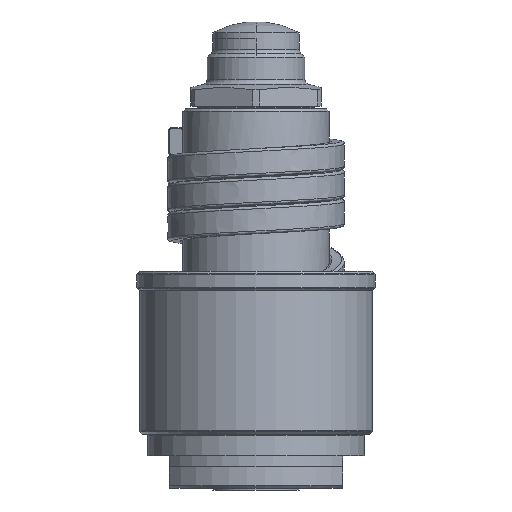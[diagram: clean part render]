
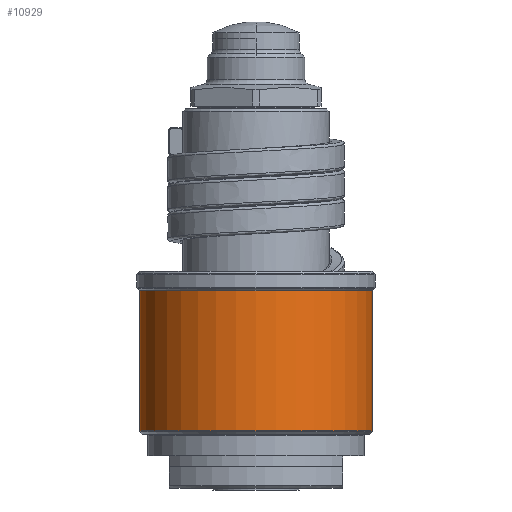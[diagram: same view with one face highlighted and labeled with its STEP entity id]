
A CAD part, front view. The second image highlights one B-rep face of the part: STEP entity #10929.
In plain terms, the highlighted cylindrical face has radius 21.5 mm (diameter 43 mm), a partial arc.
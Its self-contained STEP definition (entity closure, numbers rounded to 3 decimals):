
#3509=CARTESIAN_POINT('',(0.,0.,10.583));
#3510=DIRECTION('',(0.,0.,1.));
#3511=DIRECTION('',(-1.,0.,0.));
#3512=AXIS2_PLACEMENT_3D('',#3509,#3510,#3511);
#3514=DIRECTION('',(0.,0.,-1.));
#3515=VECTOR('',#3514,25.834);
#3516=CARTESIAN_POINT('',(-21.5,0.,36.417));
#3517=LINE('',#3516,#3515);
#3518=CARTESIAN_POINT('',(0.,0.,36.417));
#3519=DIRECTION('',(0.,0.,1.));
#3520=DIRECTION('',(-1.,0.,0.));
#3521=AXIS2_PLACEMENT_3D('',#3518,#3519,#3520);
#3523=DIRECTION('',(0.,0.,-1.));
#3524=VECTOR('',#3523,25.834);
#3525=CARTESIAN_POINT('',(21.5,0.,36.417));
#3526=LINE('',#3525,#3524);
#5853=CARTESIAN_POINT('',(21.5,0.,36.417));
#5854=CARTESIAN_POINT('',(-21.5,0.,36.417));
#5855=VERTEX_POINT('',#5853);
#5856=VERTEX_POINT('',#5854);
#5879=CARTESIAN_POINT('',(21.5,0.,10.583));
#5880=VERTEX_POINT('',#5879);
#5881=CARTESIAN_POINT('',(-21.5,0.,10.583));
#5882=VERTEX_POINT('',#5881);
#10917=CARTESIAN_POINT('',(0.,0.,8.5));
#10918=DIRECTION('',(0.,0.,1.));
#10919=DIRECTION('',(-1.,0.,0.));
#10920=AXIS2_PLACEMENT_3D('',#10917,#10918,#10919);
#10921=CYLINDRICAL_SURFACE('',#10920,21.5);
#10922=ORIENTED_EDGE('',*,*,#8474,.F.);
#10923=ORIENTED_EDGE('',*,*,#8455,.F.);
#10925=ORIENTED_EDGE('',*,*,#10924,.T.);
#10926=ORIENTED_EDGE('',*,*,#8451,.T.);
#10927=EDGE_LOOP('',(#10922,#10923,#10925,#10926));
#10928=FACE_OUTER_BOUND('',#10927,.F.);
#3513=CIRCLE('',#3512,21.5);
#3522=CIRCLE('',#3521,21.5);
#8451=EDGE_CURVE('',#5855,#5880,#3526,.T.);
#8455=EDGE_CURVE('',#5856,#5882,#3517,.T.);
#8474=EDGE_CURVE('',#5882,#5880,#3513,.T.);
#10924=EDGE_CURVE('',#5856,#5855,#3522,.T.);
#10929=ADVANCED_FACE('',(#10928),#10921,.T.);
